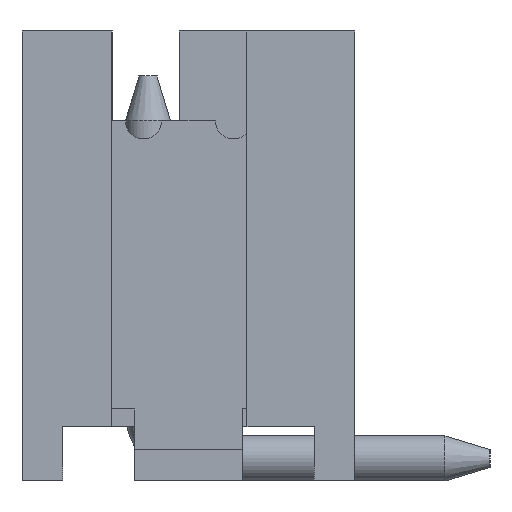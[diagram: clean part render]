
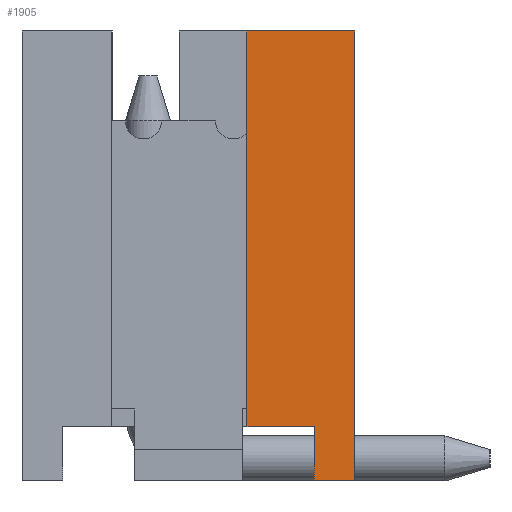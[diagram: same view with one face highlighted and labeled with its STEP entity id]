
A CAD part, left-side view. The second image highlights one B-rep face of the part: STEP entity #1905.
In plain terms, the highlighted planar face has unit normal (-1, 0, 0).
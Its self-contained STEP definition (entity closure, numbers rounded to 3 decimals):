
#1403 = VERTEX_POINT('',#1404);
#1404 = CARTESIAN_POINT('',(-10.5,-1.4,0.6));
#1410 = EDGE_CURVE('',#1411,#1403,#1413,.T.);
#1411 = VERTEX_POINT('',#1412);
#1412 = CARTESIAN_POINT('',(-10.5,-0.65,0.6));
#1413 = LINE('',#1414,#1415);
#1414 = CARTESIAN_POINT('',(-10.5,-1.625,0.6));
#1415 = VECTOR('',#1416,1.);
#1416 = DIRECTION('',(0.,-1.,0.));
#1508 = VERTEX_POINT('',#1509);
#1509 = CARTESIAN_POINT('',(-10.5,-1.85,5.));
#1515 = EDGE_CURVE('',#1508,#1516,#1518,.T.);
#1516 = VERTEX_POINT('',#1517);
#1517 = CARTESIAN_POINT('',(-10.5,-0.65,5.));
#1518 = LINE('',#1519,#1520);
#1519 = CARTESIAN_POINT('',(-10.5,-1.85,5.));
#1520 = VECTOR('',#1521,1.);
#1521 = DIRECTION('',(0.,1.,0.));
#1892 = EDGE_CURVE('',#1411,#1516,#1893,.T.);
#1893 = LINE('',#1894,#1895);
#1894 = CARTESIAN_POINT('',(-10.5,-0.65,0.35));
#1895 = VECTOR('',#1896,1.);
#1896 = DIRECTION('',(0.,0.,1.));
#1905 = ADVANCED_FACE('',(#1906),#1933,.T.);
#1906 = FACE_BOUND('',#1907,.T.);
#1907 = EDGE_LOOP('',(#1908,#1918,#1924,#1925,#1926,#1927));
#1908 = ORIENTED_EDGE('',*,*,#1909,.F.);
#1909 = EDGE_CURVE('',#1910,#1912,#1914,.T.);
#1910 = VERTEX_POINT('',#1911);
#1911 = CARTESIAN_POINT('',(-10.5,-1.85,0.));
#1912 = VERTEX_POINT('',#1913);
#1913 = CARTESIAN_POINT('',(-10.5,-1.4,0.));
#1914 = LINE('',#1915,#1916);
#1915 = CARTESIAN_POINT('',(-10.5,-1.85,0.));
#1916 = VECTOR('',#1917,1.);
#1917 = DIRECTION('',(0.,1.,0.));
#1918 = ORIENTED_EDGE('',*,*,#1919,.T.);
#1919 = EDGE_CURVE('',#1910,#1508,#1920,.T.);
#1920 = LINE('',#1921,#1922);
#1921 = CARTESIAN_POINT('',(-10.5,-1.85,0.));
#1922 = VECTOR('',#1923,1.);
#1923 = DIRECTION('',(0.,0.,1.));
#1924 = ORIENTED_EDGE('',*,*,#1515,.T.);
#1925 = ORIENTED_EDGE('',*,*,#1892,.F.);
#1926 = ORIENTED_EDGE('',*,*,#1410,.T.);
#1927 = ORIENTED_EDGE('',*,*,#1928,.T.);
#1928 = EDGE_CURVE('',#1403,#1912,#1929,.T.);
#1929 = LINE('',#1930,#1931);
#1930 = CARTESIAN_POINT('',(-10.5,-1.4,0.));
#1931 = VECTOR('',#1932,1.);
#1932 = DIRECTION('',(-0.,0.,-1.));
#1933 = PLANE('',#1934);
#1934 = AXIS2_PLACEMENT_3D('',#1935,#1936,#1937);
#1935 = CARTESIAN_POINT('',(-10.5,-1.85,0.));
#1936 = DIRECTION('',(-1.,0.,0.));
#1937 = DIRECTION('',(0.,1.,0.));
